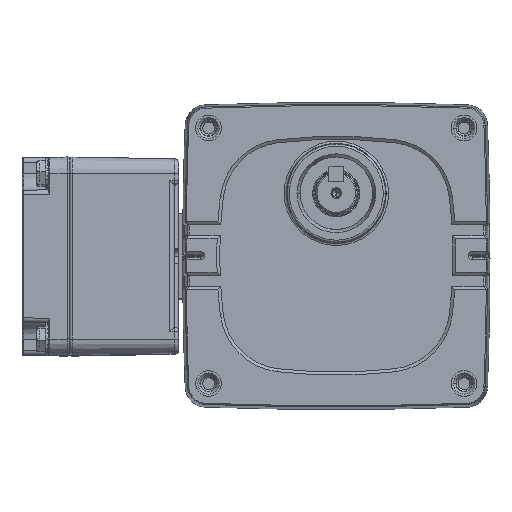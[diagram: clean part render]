
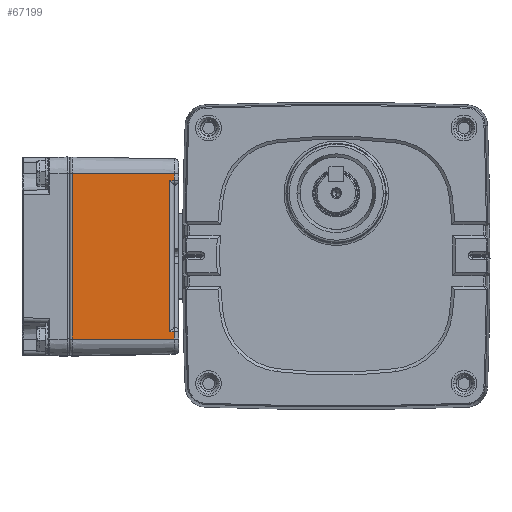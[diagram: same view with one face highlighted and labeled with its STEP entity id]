
A CAD part, top view. The second image highlights one B-rep face of the part: STEP entity #67199.
In plain terms, the highlighted face is planar.
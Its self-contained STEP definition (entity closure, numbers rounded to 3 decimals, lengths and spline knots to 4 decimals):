
#4248 = VERTEX_POINT ( 'NONE', #54517 ) ;
#4305 = VERTEX_POINT ( 'NONE', #54545 ) ;
#4307 = VERTEX_POINT ( 'NONE', #54546 ) ;
#4309 = VERTEX_POINT ( 'NONE', #54547 ) ;
#4313 = VERTEX_POINT ( 'NONE', #54549 ) ;
#4316 = VERTEX_POINT ( 'NONE', #54550 ) ;
#4318 = VERTEX_POINT ( 'NONE', #54551 ) ;
#4320 = VERTEX_POINT ( 'NONE', #54552 ) ;
#16163 = DIRECTION ( 'NONE',  ( 0.017, 1., 0. ) ) ;
#16167 = DIRECTION ( 'NONE',  ( 0., 0., 1. ) ) ;
#16168 = CARTESIAN_POINT ( 'NONE',  ( 2., 0., -1.0925 ) ) ;
#16172 = CARTESIAN_POINT ( 'NONE',  ( 1.9995, -0.0305, -1.0925 ) ) ;
#16173 = CARTESIAN_POINT ( 'NONE',  ( 1.9759, -1.381, 0.9375 ) ) ;
#16177 = CARTESIAN_POINT ( 'NONE',  ( 2., 0., 1.0925 ) ) ;
#16178 = DIRECTION ( 'NONE',  ( 0.017, 1., 0. ) ) ;
#16179 = DIRECTION ( 'NONE',  ( 0., 0., -1. ) ) ;
#16180 = CARTESIAN_POINT ( 'NONE',  ( 1.9759, -1.379, 0.9964 ) ) ;
#16181 = DIRECTION ( 'NONE',  ( 0.017, 1., -0.017 ) ) ;
#16182 = CARTESIAN_POINT ( 'NONE',  ( 1.9769, -1.321, -1.0925 ) ) ;
#16183 = DIRECTION ( 'NONE',  ( 0., 0., -1. ) ) ;
#16184 = CARTESIAN_POINT ( 'NONE',  ( 1.9749, -1.439, -1.0025 ) ) ;
#16185 = DIRECTION ( 'NONE',  ( -0.017, -1., -0.017 ) ) ;
#16186 = CARTESIAN_POINT ( 'NONE',  ( 1.9759, -1.381, -1.0925 ) ) ;
#16187 = DIRECTION ( 'NONE',  ( 0., 0., -1. ) ) ;
#16384 = LINE ( 'NONE', #16168, #16423 ) ;
#16422 = LINE ( 'NONE', #16173, #16430 ) ;
#16423 = VECTOR ( 'NONE', #16163, 39.3701 ) ;
#16424 = LINE ( 'NONE', #16172, #16426 ) ;
#16425 = LINE ( 'NONE', #16177, #16428 ) ;
#16426 = VECTOR ( 'NONE', #16167, 39.3701 ) ;
#16428 = VECTOR ( 'NONE', #16178, 39.3701 ) ;
#16429 = LINE ( 'NONE', #16180, #16432 ) ;
#16430 = VECTOR ( 'NONE', #16179, 39.3701 ) ;
#16431 = LINE ( 'NONE', #16182, #16434 ) ;
#16432 = VECTOR ( 'NONE', #16181, 39.3701 ) ;
#16433 = LINE ( 'NONE', #16184, #16436 ) ;
#16434 = VECTOR ( 'NONE', #16183, 39.3701 ) ;
#16435 = LINE ( 'NONE', #16186, #16438 ) ;
#16436 = VECTOR ( 'NONE', #16185, 39.3701 ) ;
#16438 = VECTOR ( 'NONE', #16187, 39.3701 ) ;
#19598 = AXIS2_PLACEMENT_3D ( 'NONE', #45587, #45594, #45595 ) ;
#40165 = FACE_OUTER_BOUND ( 'NONE', #70195, .T. ) ;
#45587 = CARTESIAN_POINT ( 'NONE',  ( 2., 0., -1.0925 ) ) ;
#45591 = PLANE ( 'NONE',  #19598 ) ;
#45594 = DIRECTION ( 'NONE',  ( 1., -0.017, 0. ) ) ;
#45595 = DIRECTION ( 'NONE',  ( 0.017, 1., 0. ) ) ;
#47583 = EDGE_CURVE ( 'NONE', #4305, #4248, #16384, .T. ) ;
#47585 = EDGE_CURVE ( 'NONE', #4248, #4307, #16424, .T. ) ;
#47586 = EDGE_CURVE ( 'NONE', #4309, #4307, #16425, .T. ) ;
#47587 = EDGE_CURVE ( 'NONE', #4309, #4313, #16422, .T. ) ;
#47588 = EDGE_CURVE ( 'NONE', #4313, #4316, #16429, .T. ) ;
#47589 = EDGE_CURVE ( 'NONE', #4316, #4318, #16431, .T. ) ;
#47590 = EDGE_CURVE ( 'NONE', #4318, #4320, #16433, .T. ) ;
#47591 = EDGE_CURVE ( 'NONE', #4320, #4305, #16435, .T. ) ;
#54517 = CARTESIAN_POINT ( 'NONE',  ( 1.9995, -0.0305, -1.0925 ) ) ;
#54545 = CARTESIAN_POINT ( 'NONE',  ( 1.9759, -1.381, -1.0925 ) ) ;
#54546 = CARTESIAN_POINT ( 'NONE',  ( 1.9995, -0.0305, 1.0925 ) ) ;
#54547 = CARTESIAN_POINT ( 'NONE',  ( 1.9759, -1.381, 1.0925 ) ) ;
#54549 = CARTESIAN_POINT ( 'NONE',  ( 1.9759, -1.381, 0.9965 ) ) ;
#54550 = CARTESIAN_POINT ( 'NONE',  ( 1.9769, -1.321, 0.9954 ) ) ;
#54551 = CARTESIAN_POINT ( 'NONE',  ( 1.9769, -1.321, -1.0004 ) ) ;
#54552 = CARTESIAN_POINT ( 'NONE',  ( 1.9759, -1.381, -1.0015 ) ) ;
#64972 = ORIENTED_EDGE ( 'NONE', *, *, #47583, .T. ) ;
#64973 = ORIENTED_EDGE ( 'NONE', *, *, #47585, .T. ) ;
#64974 = ORIENTED_EDGE ( 'NONE', *, *, #47586, .F. ) ;
#64975 = ORIENTED_EDGE ( 'NONE', *, *, #47587, .T. ) ;
#64976 = ORIENTED_EDGE ( 'NONE', *, *, #47588, .T. ) ;
#64977 = ORIENTED_EDGE ( 'NONE', *, *, #47589, .T. ) ;
#64978 = ORIENTED_EDGE ( 'NONE', *, *, #47590, .T. ) ;
#64979 = ORIENTED_EDGE ( 'NONE', *, *, #47591, .T. ) ;
#67199 = ADVANCED_FACE ( 'NONE', ( #40165 ), #45591, .T. ) ;
#70195 = EDGE_LOOP ( 'NONE', ( #64972, #64973, #64974, #64975, #64976, #64977, #64978, #64979 ) ) ;
